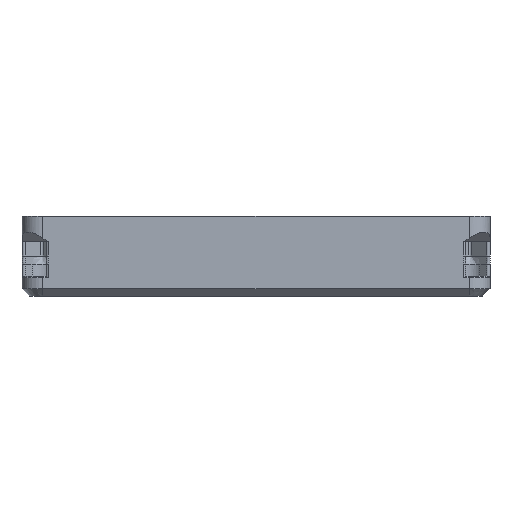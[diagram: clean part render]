
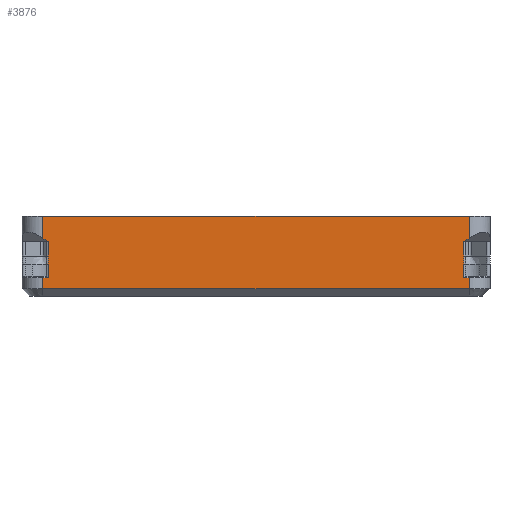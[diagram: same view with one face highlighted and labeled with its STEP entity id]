
A CAD part, front view. The second image highlights one B-rep face of the part: STEP entity #3876.
In plain terms, the highlighted planar face has unit normal (0, -1, 0).
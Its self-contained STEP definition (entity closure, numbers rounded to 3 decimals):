
#296=PLANE('',#4118);
#424=FACE_OUTER_BOUND('',#638,.T.);
#638=EDGE_LOOP('',(#2707,#2708,#2709,#2710,#2711,#2712,#2713,#2714,#2715,
#2716,#2717,#2718,#2719,#2720,#2721,#2722,#2723,#2724));
#865=B_SPLINE_CURVE_WITH_KNOTS('',3,(#6036,#6037,#6038,#6039),
 .UNSPECIFIED.,.F.,.F.,(4,4),(-0.2,0.),.UNSPECIFIED.);
#866=B_SPLINE_CURVE_WITH_KNOTS('',3,(#6059,#6060,#6061,#6062),
 .UNSPECIFIED.,.F.,.F.,(4,4),(-0.2,0.),.UNSPECIFIED.);
#904=LINE('',#6012,#1282);
#909=LINE('',#6030,#1287);
#910=LINE('',#6032,#1288);
#911=LINE('',#6034,#1289);
#912=LINE('',#6041,#1290);
#913=LINE('',#6043,#1291);
#914=LINE('',#6045,#1292);
#915=LINE('',#6047,#1293);
#916=LINE('',#6049,#1294);
#917=LINE('',#6051,#1295);
#918=LINE('',#6053,#1296);
#919=LINE('',#6055,#1297);
#920=LINE('',#6057,#1298);
#921=LINE('',#6064,#1299);
#922=LINE('',#6066,#1300);
#923=LINE('',#6067,#1301);
#1282=VECTOR('',#4528,10.);
#1287=VECTOR('',#4549,10.);
#1288=VECTOR('',#4550,10.);
#1289=VECTOR('',#4551,10.);
#1290=VECTOR('',#4552,10.);
#1291=VECTOR('',#4553,10.);
#1292=VECTOR('',#4554,10.);
#1293=VECTOR('',#4555,10.);
#1294=VECTOR('',#4556,10.);
#1295=VECTOR('',#4557,10.);
#1296=VECTOR('',#4558,10.);
#1297=VECTOR('',#4559,10.);
#1298=VECTOR('',#4560,10.);
#1299=VECTOR('',#4561,10.);
#1300=VECTOR('',#4562,10.);
#1301=VECTOR('',#4563,10.);
#1678=VERTEX_POINT('',#6003);
#1680=VERTEX_POINT('',#6009);
#1685=VERTEX_POINT('',#6029);
#1686=VERTEX_POINT('',#6031);
#1687=VERTEX_POINT('',#6033);
#1688=VERTEX_POINT('',#6035);
#1689=VERTEX_POINT('',#6040);
#1690=VERTEX_POINT('',#6042);
#1691=VERTEX_POINT('',#6044);
#1692=VERTEX_POINT('',#6046);
#1693=VERTEX_POINT('',#6048);
#1694=VERTEX_POINT('',#6050);
#1695=VERTEX_POINT('',#6052);
#1696=VERTEX_POINT('',#6054);
#1697=VERTEX_POINT('',#6056);
#1698=VERTEX_POINT('',#6058);
#1699=VERTEX_POINT('',#6063);
#1700=VERTEX_POINT('',#6065);
#2078=EDGE_CURVE('',#1680,#1678,#904,.T.);
#2087=EDGE_CURVE('',#1678,#1685,#909,.T.);
#2088=EDGE_CURVE('',#1686,#1685,#910,.T.);
#2089=EDGE_CURVE('',#1687,#1686,#911,.T.);
#2090=EDGE_CURVE('',#1688,#1687,#865,.T.);
#2091=EDGE_CURVE('',#1689,#1688,#912,.T.);
#2092=EDGE_CURVE('',#1689,#1690,#913,.T.);
#2093=EDGE_CURVE('',#1690,#1691,#914,.T.);
#2094=EDGE_CURVE('',#1691,#1692,#915,.T.);
#2095=EDGE_CURVE('',#1693,#1692,#916,.T.);
#2096=EDGE_CURVE('',#1694,#1693,#917,.T.);
#2097=EDGE_CURVE('',#1694,#1695,#918,.T.);
#2098=EDGE_CURVE('',#1695,#1696,#919,.T.);
#2099=EDGE_CURVE('',#1697,#1696,#920,.T.);
#2100=EDGE_CURVE('',#1698,#1697,#866,.T.);
#2101=EDGE_CURVE('',#1699,#1698,#921,.T.);
#2102=EDGE_CURVE('',#1700,#1699,#922,.T.);
#2103=EDGE_CURVE('',#1680,#1700,#923,.T.);
#2707=ORIENTED_EDGE('',*,*,#2078,.T.);
#2708=ORIENTED_EDGE('',*,*,#2087,.T.);
#2709=ORIENTED_EDGE('',*,*,#2088,.F.);
#2710=ORIENTED_EDGE('',*,*,#2089,.F.);
#2711=ORIENTED_EDGE('',*,*,#2090,.F.);
#2712=ORIENTED_EDGE('',*,*,#2091,.F.);
#2713=ORIENTED_EDGE('',*,*,#2092,.T.);
#2714=ORIENTED_EDGE('',*,*,#2093,.T.);
#2715=ORIENTED_EDGE('',*,*,#2094,.T.);
#2716=ORIENTED_EDGE('',*,*,#2095,.F.);
#2717=ORIENTED_EDGE('',*,*,#2096,.F.);
#2718=ORIENTED_EDGE('',*,*,#2097,.T.);
#2719=ORIENTED_EDGE('',*,*,#2098,.T.);
#2720=ORIENTED_EDGE('',*,*,#2099,.F.);
#2721=ORIENTED_EDGE('',*,*,#2100,.F.);
#2722=ORIENTED_EDGE('',*,*,#2101,.F.);
#2723=ORIENTED_EDGE('',*,*,#2102,.F.);
#2724=ORIENTED_EDGE('',*,*,#2103,.F.);
#3876=ADVANCED_FACE('',(#424),#296,.T.);
#4118=AXIS2_PLACEMENT_3D('',#6028,#4547,#4548);
#4528=DIRECTION('',(1.,0.,0.));
#4547=DIRECTION('center_axis',(0.,-1.,0.));
#4548=DIRECTION('ref_axis',(1.,0.,0.));
#4549=DIRECTION('',(0.,0.,1.));
#4550=DIRECTION('',(1.,0.,0.));
#4551=DIRECTION('',(0.,0.,-1.));
#4552=DIRECTION('',(0.,0.,-1.));
#4553=DIRECTION('',(1.,0.,0.));
#4554=DIRECTION('',(0.816,0.,0.577));
#4555=DIRECTION('',(0.,0.,1.));
#4556=DIRECTION('',(1.,0.,0.));
#4557=DIRECTION('',(0.,0.,1.));
#4558=DIRECTION('',(0.816,0.,-0.577));
#4559=DIRECTION('',(1.,0.,0.));
#4560=DIRECTION('',(0.,0.,1.));
#4561=DIRECTION('',(0.,0.,1.));
#4562=DIRECTION('',(1.,0.,0.));
#4563=DIRECTION('',(0.,0.,1.));
#6003=CARTESIAN_POINT('',(53.3,-58.5,36.85));
#6009=CARTESIAN_POINT('',(-53.3,-58.5,36.85));
#6012=CARTESIAN_POINT('',(-13.325,-58.5,36.85));
#6028=CARTESIAN_POINT('Origin',(-53.3,-58.5,35.));
#6029=CARTESIAN_POINT('',(53.3,-58.5,39.6));
#6030=CARTESIAN_POINT('',(53.3,-58.5,35.));
#6031=CARTESIAN_POINT('',(51.919,-58.5,39.6));
#6032=CARTESIAN_POINT('',(0.394,-58.5,39.6));
#6033=CARTESIAN_POINT('',(51.919,-58.5,43.));
#6034=CARTESIAN_POINT('',(51.919,-58.5,37.5));
#6035=CARTESIAN_POINT('',(51.919,-58.5,45.));
#6036=CARTESIAN_POINT('Ctrl Pts',(51.919,-58.5,45.));
#6037=CARTESIAN_POINT('Ctrl Pts',(51.919,-58.5,44.333));
#6038=CARTESIAN_POINT('Ctrl Pts',(51.919,-58.5,43.667));
#6039=CARTESIAN_POINT('Ctrl Pts',(51.919,-58.5,43.));
#6040=CARTESIAN_POINT('',(51.919,-58.5,48.6));
#6041=CARTESIAN_POINT('',(51.919,-58.5,41.8));
#6042=CARTESIAN_POINT('',(52.126,-58.5,48.6));
#6043=CARTESIAN_POINT('',(0.,-58.5,48.6));
#6044=CARTESIAN_POINT('',(53.3,-58.5,49.43));
#6045=CARTESIAN_POINT('',(15.919,-58.5,22.998));
#6046=CARTESIAN_POINT('',(53.3,-58.5,55.));
#6047=CARTESIAN_POINT('',(53.3,-58.5,35.));
#6048=CARTESIAN_POINT('',(-53.3,-58.5,55.));
#6049=CARTESIAN_POINT('',(-53.3,-58.5,55.));
#6050=CARTESIAN_POINT('',(-53.3,-58.5,49.43));
#6051=CARTESIAN_POINT('',(-53.3,-58.5,35.));
#6052=CARTESIAN_POINT('',(-52.126,-58.5,48.6));
#6053=CARTESIAN_POINT('',(-50.405,-58.5,47.383));
#6054=CARTESIAN_POINT('',(-51.919,-58.5,48.6));
#6055=CARTESIAN_POINT('',(-53.3,-58.5,48.6));
#6056=CARTESIAN_POINT('',(-51.919,-58.5,45.));
#6057=CARTESIAN_POINT('',(-51.919,-58.5,41.8));
#6058=CARTESIAN_POINT('',(-51.919,-58.5,43.));
#6059=CARTESIAN_POINT('Ctrl Pts',(-51.919,-58.5,43.));
#6060=CARTESIAN_POINT('Ctrl Pts',(-51.919,-58.5,43.667));
#6061=CARTESIAN_POINT('Ctrl Pts',(-51.919,-58.5,44.333));
#6062=CARTESIAN_POINT('Ctrl Pts',(-51.919,-58.5,45.));
#6063=CARTESIAN_POINT('',(-51.919,-58.5,39.6));
#6064=CARTESIAN_POINT('',(-51.919,-58.5,37.5));
#6065=CARTESIAN_POINT('',(-53.3,-58.5,39.6));
#6066=CARTESIAN_POINT('',(-53.694,-58.5,39.6));
#6067=CARTESIAN_POINT('',(-53.3,-58.5,35.));
